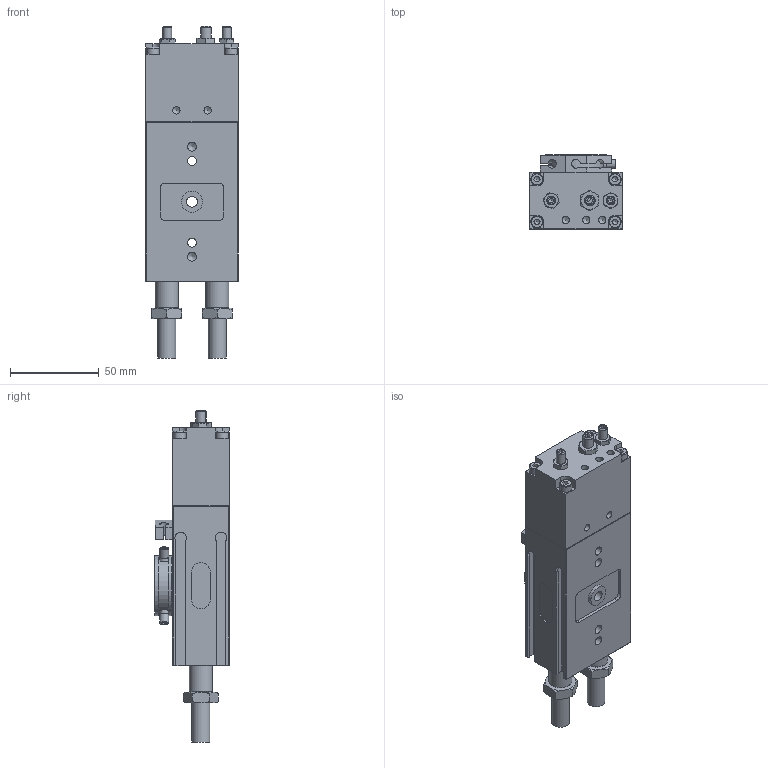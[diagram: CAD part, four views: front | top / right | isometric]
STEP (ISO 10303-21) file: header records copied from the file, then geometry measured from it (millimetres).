
FILE_DESCRIPTION(/* description */ (''),/* implementation_level */ '2;1');
FILE_NAME(/* name */ 'PAO 15-D-F5-N-V3-RA.stp',/* time_stamp */ '2021-10-15T11:23:44+02:00',/* author */ ('Emilio'),/* organization */ (''),/* preprocessor_version */ 'ST-DEVELOPER v17.2',/* originating_system */ 'Autodesk Inventor 2019',/* authorisation */ '');
FILE_SCHEMA (('AUTOMOTIVE_DESIGN { 1 0 10303 214 3 1 1 }'));
Length unit declared in the file: millimetre
Products named in the file (14): PAO 15-D-F5-N-V3-RA; PAO-15-CORPO; PAO-15-TESTATA VERS.D; PAO -15-ALBERO; PAO-15-STAFFETTA 3 POSIZIONE; CAMMA POSIZIONAMENTO PAO; AS 1421 - M5 x 20 punta piana; ISO 4035 - M5BS EN; AS 1421 - M6 x 20 punta piana; ISO 4035 - M6BS EN; AS 1421 - M3 x 5 punta piana; CNS 3932 - M 4 x 0,7 x 45; BS 3692 - M10; PAO-15-DECELERATORE
Assembly tree (24 placements, depth 2):
  PAO 15-D-F5-N-V3-RA
    PAO-15-CORPO
    PAO-15-TESTATA VERS.D
    PAO -15-ALBERO
    PAO-15-STAFFETTA 3 POSIZIONE
    CAMMA POSIZIONAMENTO PAO  x3
    AS 1421 - M5 x 20 punta piana  x2
    ISO 4035 - M5BS EN  x2
    AS 1421 - M6 x 20 punta piana
    ISO 4035 - M6BS EN
    AS 1421 - M3 x 5 punta piana  x3
    CNS 3932 - M 4 x 0,7 x 45  x4
    BS 3692 - M10  x2
    PAO-15-DECELERATORE  x2
Bounding box: 52 x 42 x 187 mm (x, y, z)
Volume: 225947.6 mm3; surface area: 60159.2 mm2
Topology: 24 solids, 24 shells, 515 faces, 1320 edges, 875 vertices
Faces by surface type: plane 252, cone 144, cylinder 109, torus 10
Full cylindrical faces by diameter (mm): 2.459 x2, 3 x5, 3.242 x12, 3.5 x4, 4 x8, 4.134 x12, 4.5 x4, 4.917 x3, 5 x9, 5.1 x2, 6 x2, 7 x4, 8.376 x4, 9.5 x2, 10 x2, 11.8 x2, 12 x1, 13 x2, 17.2 x1, 20 x4, 25.5 x1, 26 x1, 30.5 x1, 30.882 x1, 34 x2
Entity records: 12103 total; most frequent: CARTESIAN_POINT 2265, DIRECTION 2023, ORIENTED_EDGE 1870, EDGE_CURVE 935, AXIS2_PLACEMENT_3D 789, VERTEX_POINT 647, EDGE_LOOP 462, LINE 445
